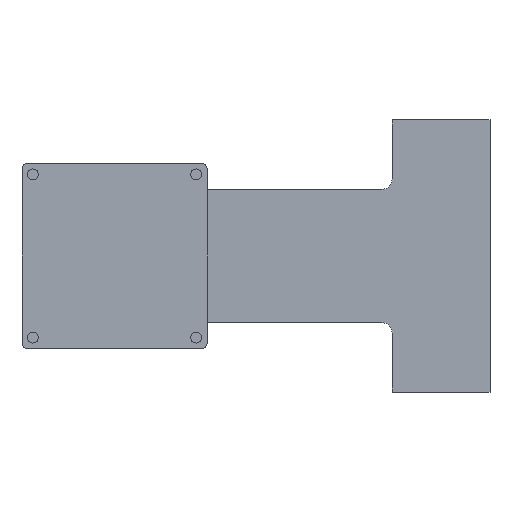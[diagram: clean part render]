
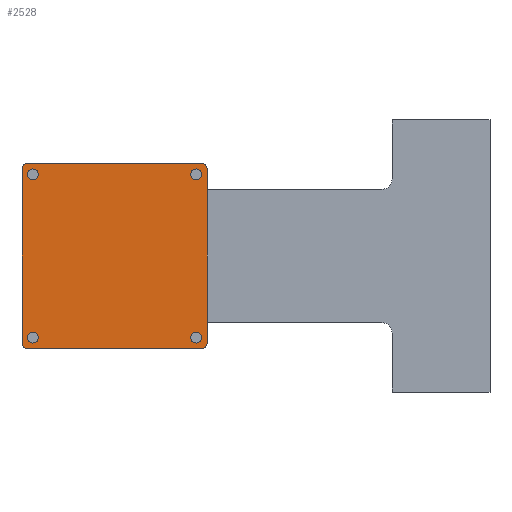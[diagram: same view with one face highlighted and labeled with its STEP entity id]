
A CAD part, front view. The second image highlights one B-rep face of the part: STEP entity #2528.
In plain terms, the highlighted face is planar.
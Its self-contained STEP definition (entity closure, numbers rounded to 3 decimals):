
#1919 = CYLINDRICAL_SURFACE('',#1920,0.25);
#1920 = AXIS2_PLACEMENT_3D('',#1921,#1922,#1923);
#1921 = CARTESIAN_POINT('',(-4.,16.75,0.));
#1922 = DIRECTION('',(0.,0.,-1.));
#1923 = DIRECTION('',(-1.,0.,0.));
#1947 = PLANE('',#1948);
#1948 = AXIS2_PLACEMENT_3D('',#1949,#1950,#1951);
#1949 = CARTESIAN_POINT('',(-4.25,12.75,0.));
#1950 = DIRECTION('',(-1.,0.,0.));
#1951 = DIRECTION('',(0.,0.,1.));
#1976 = CYLINDRICAL_SURFACE('',#1977,0.25);
#1977 = AXIS2_PLACEMENT_3D('',#1978,#1979,#1980);
#1978 = CARTESIAN_POINT('',(-4.,8.75,0.));
#1979 = DIRECTION('',(0.,0.,-1.));
#1980 = DIRECTION('',(-1.,0.,0.));
#2004 = PLANE('',#2005);
#2005 = AXIS2_PLACEMENT_3D('',#2006,#2007,#2008);
#2006 = CARTESIAN_POINT('',(0.,8.5,0.));
#2007 = DIRECTION('',(0.,-1.,0.));
#2008 = DIRECTION('',(0.,0.,-1.));
#2033 = CYLINDRICAL_SURFACE('',#2034,0.25);
#2034 = AXIS2_PLACEMENT_3D('',#2035,#2036,#2037);
#2035 = CARTESIAN_POINT('',(4.,8.75,0.));
#2036 = DIRECTION('',(0.,0.,-1.));
#2037 = DIRECTION('',(-1.,0.,0.));
#2061 = PLANE('',#2062);
#2062 = AXIS2_PLACEMENT_3D('',#2063,#2064,#2065);
#2063 = CARTESIAN_POINT('',(4.25,12.75,0.));
#2064 = DIRECTION('',(1.,0.,0.));
#2065 = DIRECTION('',(0.,0.,-1.));
#2090 = CYLINDRICAL_SURFACE('',#2091,0.25);
#2091 = AXIS2_PLACEMENT_3D('',#2092,#2093,#2094);
#2092 = CARTESIAN_POINT('',(4.,16.75,0.));
#2093 = DIRECTION('',(0.,0.,-1.));
#2094 = DIRECTION('',(-1.,0.,0.));
#2116 = PLANE('',#2117);
#2117 = AXIS2_PLACEMENT_3D('',#2118,#2119,#2120);
#2118 = CARTESIAN_POINT('',(0.,17.,0.));
#2119 = DIRECTION('',(0.,1.,0.));
#2120 = DIRECTION('',(0.,-0.,1.));
#2132 = VERTEX_POINT('',#2133);
#2133 = CARTESIAN_POINT('',(-4.25,16.75,-0.25));
#2154 = EDGE_CURVE('',#2132,#2155,#2157,.T.);
#2155 = VERTEX_POINT('',#2156);
#2156 = CARTESIAN_POINT('',(-4.25,8.75,-0.25));
#2157 = SURFACE_CURVE('',#2158,(#2162,#2169),.PCURVE_S1.);
#2158 = LINE('',#2159,#2160);
#2159 = CARTESIAN_POINT('',(-4.25,12.75,-0.25));
#2160 = VECTOR('',#2161,1.);
#2161 = DIRECTION('',(0.,-1.,0.));
#2162 = PCURVE('',#1947,#2163);
#2163 = DEFINITIONAL_REPRESENTATION('',(#2164),#2168);
#2164 = LINE('',#2165,#2166);
#2165 = CARTESIAN_POINT('',(-0.25,0.));
#2166 = VECTOR('',#2167,1.);
#2167 = DIRECTION('',(0.,-1.));
#2168 = ( GEOMETRIC_REPRESENTATION_CONTEXT(2) 
PARAMETRIC_REPRESENTATION_CONTEXT() REPRESENTATION_CONTEXT('2D SPACE',''
  ) );
#2169 = PCURVE('',#2170,#2175);
#2170 = PLANE('',#2171);
#2171 = AXIS2_PLACEMENT_3D('',#2172,#2173,#2174);
#2172 = CARTESIAN_POINT('',(0.,12.75,-0.25));
#2173 = DIRECTION('',(0.,0.,1.));
#2174 = DIRECTION('',(1.,0.,-0.));
#2175 = DEFINITIONAL_REPRESENTATION('',(#2176),#2180);
#2176 = LINE('',#2177,#2178);
#2177 = CARTESIAN_POINT('',(-4.25,0.));
#2178 = VECTOR('',#2179,1.);
#2179 = DIRECTION('',(0.,-1.));
#2180 = ( GEOMETRIC_REPRESENTATION_CONTEXT(2) 
PARAMETRIC_REPRESENTATION_CONTEXT() REPRESENTATION_CONTEXT('2D SPACE',''
  ) );
#2209 = VERTEX_POINT('',#2210);
#2210 = CARTESIAN_POINT('',(-4.,17.,-0.25));
#2231 = EDGE_CURVE('',#2209,#2132,#2232,.T.);
#2232 = SURFACE_CURVE('',#2233,(#2238,#2245),.PCURVE_S1.);
#2233 = CIRCLE('',#2234,0.25);
#2234 = AXIS2_PLACEMENT_3D('',#2235,#2236,#2237);
#2235 = CARTESIAN_POINT('',(-4.,16.75,-0.25));
#2236 = DIRECTION('',(0.,0.,1.));
#2237 = DIRECTION('',(-1.,0.,0.));
#2238 = PCURVE('',#1919,#2239);
#2239 = DEFINITIONAL_REPRESENTATION('',(#2240),#2244);
#2240 = LINE('',#2241,#2242);
#2241 = CARTESIAN_POINT('',(6.283,0.25));
#2242 = VECTOR('',#2243,1.);
#2243 = DIRECTION('',(-1.,0.));
#2244 = ( GEOMETRIC_REPRESENTATION_CONTEXT(2) 
PARAMETRIC_REPRESENTATION_CONTEXT() REPRESENTATION_CONTEXT('2D SPACE',''
  ) );
#2245 = PCURVE('',#2170,#2246);
#2246 = DEFINITIONAL_REPRESENTATION('',(#2247),#2251);
#2247 = CIRCLE('',#2248,0.25);
#2248 = AXIS2_PLACEMENT_2D('',#2249,#2250);
#2249 = CARTESIAN_POINT('',(-4.,4.));
#2250 = DIRECTION('',(-1.,0.));
#2251 = ( GEOMETRIC_REPRESENTATION_CONTEXT(2) 
PARAMETRIC_REPRESENTATION_CONTEXT() REPRESENTATION_CONTEXT('2D SPACE',''
  ) );
#2258 = VERTEX_POINT('',#2259);
#2259 = CARTESIAN_POINT('',(4.,17.,-0.25));
#2280 = EDGE_CURVE('',#2258,#2209,#2281,.T.);
#2281 = SURFACE_CURVE('',#2282,(#2286,#2293),.PCURVE_S1.);
#2282 = LINE('',#2283,#2284);
#2283 = CARTESIAN_POINT('',(0.,17.,-0.25));
#2284 = VECTOR('',#2285,1.);
#2285 = DIRECTION('',(-1.,0.,0.));
#2286 = PCURVE('',#2116,#2287);
#2287 = DEFINITIONAL_REPRESENTATION('',(#2288),#2292);
#2288 = LINE('',#2289,#2290);
#2289 = CARTESIAN_POINT('',(-0.25,0.));
#2290 = VECTOR('',#2291,1.);
#2291 = DIRECTION('',(0.,-1.));
#2292 = ( GEOMETRIC_REPRESENTATION_CONTEXT(2) 
PARAMETRIC_REPRESENTATION_CONTEXT() REPRESENTATION_CONTEXT('2D SPACE',''
  ) );
#2293 = PCURVE('',#2170,#2294);
#2294 = DEFINITIONAL_REPRESENTATION('',(#2295),#2299);
#2295 = LINE('',#2296,#2297);
#2296 = CARTESIAN_POINT('',(0.,4.25));
#2297 = VECTOR('',#2298,1.);
#2298 = DIRECTION('',(-1.,0.));
#2299 = ( GEOMETRIC_REPRESENTATION_CONTEXT(2) 
PARAMETRIC_REPRESENTATION_CONTEXT() REPRESENTATION_CONTEXT('2D SPACE',''
  ) );
#2308 = VERTEX_POINT('',#2309);
#2309 = CARTESIAN_POINT('',(4.25,16.75,-0.25));
#2330 = EDGE_CURVE('',#2308,#2258,#2331,.T.);
#2331 = SURFACE_CURVE('',#2332,(#2337,#2344),.PCURVE_S1.);
#2332 = CIRCLE('',#2333,0.25);
#2333 = AXIS2_PLACEMENT_3D('',#2334,#2335,#2336);
#2334 = CARTESIAN_POINT('',(4.,16.75,-0.25));
#2335 = DIRECTION('',(0.,0.,1.));
#2336 = DIRECTION('',(-1.,0.,0.));
#2337 = PCURVE('',#2090,#2338);
#2338 = DEFINITIONAL_REPRESENTATION('',(#2339),#2343);
#2339 = LINE('',#2340,#2341);
#2340 = CARTESIAN_POINT('',(6.283,0.25));
#2341 = VECTOR('',#2342,1.);
#2342 = DIRECTION('',(-1.,0.));
#2343 = ( GEOMETRIC_REPRESENTATION_CONTEXT(2) 
PARAMETRIC_REPRESENTATION_CONTEXT() REPRESENTATION_CONTEXT('2D SPACE',''
  ) );
#2344 = PCURVE('',#2170,#2345);
#2345 = DEFINITIONAL_REPRESENTATION('',(#2346),#2350);
#2346 = CIRCLE('',#2347,0.25);
#2347 = AXIS2_PLACEMENT_2D('',#2348,#2349);
#2348 = CARTESIAN_POINT('',(4.,4.));
#2349 = DIRECTION('',(-1.,0.));
#2350 = ( GEOMETRIC_REPRESENTATION_CONTEXT(2) 
PARAMETRIC_REPRESENTATION_CONTEXT() REPRESENTATION_CONTEXT('2D SPACE',''
  ) );
#2359 = VERTEX_POINT('',#2360);
#2360 = CARTESIAN_POINT('',(4.25,8.75,-0.25));
#2381 = EDGE_CURVE('',#2359,#2308,#2382,.T.);
#2382 = SURFACE_CURVE('',#2383,(#2387,#2394),.PCURVE_S1.);
#2383 = LINE('',#2384,#2385);
#2384 = CARTESIAN_POINT('',(4.25,12.75,-0.25));
#2385 = VECTOR('',#2386,1.);
#2386 = DIRECTION('',(0.,1.,0.));
#2387 = PCURVE('',#2061,#2388);
#2388 = DEFINITIONAL_REPRESENTATION('',(#2389),#2393);
#2389 = LINE('',#2390,#2391);
#2390 = CARTESIAN_POINT('',(0.25,0.));
#2391 = VECTOR('',#2392,1.);
#2392 = DIRECTION('',(0.,1.));
#2393 = ( GEOMETRIC_REPRESENTATION_CONTEXT(2) 
PARAMETRIC_REPRESENTATION_CONTEXT() REPRESENTATION_CONTEXT('2D SPACE',''
  ) );
#2394 = PCURVE('',#2170,#2395);
#2395 = DEFINITIONAL_REPRESENTATION('',(#2396),#2400);
#2396 = LINE('',#2397,#2398);
#2397 = CARTESIAN_POINT('',(4.25,0.));
#2398 = VECTOR('',#2399,1.);
#2399 = DIRECTION('',(0.,1.));
#2400 = ( GEOMETRIC_REPRESENTATION_CONTEXT(2) 
PARAMETRIC_REPRESENTATION_CONTEXT() REPRESENTATION_CONTEXT('2D SPACE',''
  ) );
#2407 = VERTEX_POINT('',#2408);
#2408 = CARTESIAN_POINT('',(4.,8.5,-0.25));
#2429 = EDGE_CURVE('',#2407,#2359,#2430,.T.);
#2430 = SURFACE_CURVE('',#2431,(#2436,#2443),.PCURVE_S1.);
#2431 = CIRCLE('',#2432,0.25);
#2432 = AXIS2_PLACEMENT_3D('',#2433,#2434,#2435);
#2433 = CARTESIAN_POINT('',(4.,8.75,-0.25));
#2434 = DIRECTION('',(0.,0.,1.));
#2435 = DIRECTION('',(-1.,0.,0.));
#2436 = PCURVE('',#2033,#2437);
#2437 = DEFINITIONAL_REPRESENTATION('',(#2438),#2442);
#2438 = LINE('',#2439,#2440);
#2439 = CARTESIAN_POINT('',(6.283,0.25));
#2440 = VECTOR('',#2441,1.);
#2441 = DIRECTION('',(-1.,0.));
#2442 = ( GEOMETRIC_REPRESENTATION_CONTEXT(2) 
PARAMETRIC_REPRESENTATION_CONTEXT() REPRESENTATION_CONTEXT('2D SPACE',''
  ) );
#2443 = PCURVE('',#2170,#2444);
#2444 = DEFINITIONAL_REPRESENTATION('',(#2445),#2449);
#2445 = CIRCLE('',#2446,0.25);
#2446 = AXIS2_PLACEMENT_2D('',#2447,#2448);
#2447 = CARTESIAN_POINT('',(4.,-4.));
#2448 = DIRECTION('',(-1.,0.));
#2449 = ( GEOMETRIC_REPRESENTATION_CONTEXT(2) 
PARAMETRIC_REPRESENTATION_CONTEXT() REPRESENTATION_CONTEXT('2D SPACE',''
  ) );
#2458 = VERTEX_POINT('',#2459);
#2459 = CARTESIAN_POINT('',(-4.,8.5,-0.25));
#2480 = EDGE_CURVE('',#2458,#2407,#2481,.T.);
#2481 = SURFACE_CURVE('',#2482,(#2486,#2493),.PCURVE_S1.);
#2482 = LINE('',#2483,#2484);
#2483 = CARTESIAN_POINT('',(0.,8.5,-0.25));
#2484 = VECTOR('',#2485,1.);
#2485 = DIRECTION('',(1.,0.,0.));
#2486 = PCURVE('',#2004,#2487);
#2487 = DEFINITIONAL_REPRESENTATION('',(#2488),#2492);
#2488 = LINE('',#2489,#2490);
#2489 = CARTESIAN_POINT('',(0.25,0.));
#2490 = VECTOR('',#2491,1.);
#2491 = DIRECTION('',(0.,1.));
#2492 = ( GEOMETRIC_REPRESENTATION_CONTEXT(2) 
PARAMETRIC_REPRESENTATION_CONTEXT() REPRESENTATION_CONTEXT('2D SPACE',''
  ) );
#2493 = PCURVE('',#2170,#2494);
#2494 = DEFINITIONAL_REPRESENTATION('',(#2495),#2499);
#2495 = LINE('',#2496,#2497);
#2496 = CARTESIAN_POINT('',(0.,-4.25));
#2497 = VECTOR('',#2498,1.);
#2498 = DIRECTION('',(1.,0.));
#2499 = ( GEOMETRIC_REPRESENTATION_CONTEXT(2) 
PARAMETRIC_REPRESENTATION_CONTEXT() REPRESENTATION_CONTEXT('2D SPACE',''
  ) );
#2506 = EDGE_CURVE('',#2155,#2458,#2507,.T.);
#2507 = SURFACE_CURVE('',#2508,(#2513,#2520),.PCURVE_S1.);
#2508 = CIRCLE('',#2509,0.25);
#2509 = AXIS2_PLACEMENT_3D('',#2510,#2511,#2512);
#2510 = CARTESIAN_POINT('',(-4.,8.75,-0.25));
#2511 = DIRECTION('',(0.,0.,1.));
#2512 = DIRECTION('',(-1.,0.,0.));
#2513 = PCURVE('',#1976,#2514);
#2514 = DEFINITIONAL_REPRESENTATION('',(#2515),#2519);
#2515 = LINE('',#2516,#2517);
#2516 = CARTESIAN_POINT('',(6.283,0.25));
#2517 = VECTOR('',#2518,1.);
#2518 = DIRECTION('',(-1.,0.));
#2519 = ( GEOMETRIC_REPRESENTATION_CONTEXT(2) 
PARAMETRIC_REPRESENTATION_CONTEXT() REPRESENTATION_CONTEXT('2D SPACE',''
  ) );
#2520 = PCURVE('',#2170,#2521);
#2521 = DEFINITIONAL_REPRESENTATION('',(#2522),#2526);
#2522 = CIRCLE('',#2523,0.25);
#2523 = AXIS2_PLACEMENT_2D('',#2524,#2525);
#2524 = CARTESIAN_POINT('',(-4.,-4.));
#2525 = DIRECTION('',(-1.,0.));
#2526 = ( GEOMETRIC_REPRESENTATION_CONTEXT(2) 
PARAMETRIC_REPRESENTATION_CONTEXT() REPRESENTATION_CONTEXT('2D SPACE',''
  ) );
#2528 = ADVANCED_FACE('',(#2529),#2170,.F.);
#2529 = FACE_BOUND('',#2530,.T.);
#2530 = EDGE_LOOP('',(#2531,#2532,#2533,#2534,#2535,#2536,#2537,#2538));
#2531 = ORIENTED_EDGE('',*,*,#2154,.F.);
#2532 = ORIENTED_EDGE('',*,*,#2231,.F.);
#2533 = ORIENTED_EDGE('',*,*,#2280,.F.);
#2534 = ORIENTED_EDGE('',*,*,#2330,.F.);
#2535 = ORIENTED_EDGE('',*,*,#2381,.F.);
#2536 = ORIENTED_EDGE('',*,*,#2429,.F.);
#2537 = ORIENTED_EDGE('',*,*,#2480,.F.);
#2538 = ORIENTED_EDGE('',*,*,#2506,.F.);
